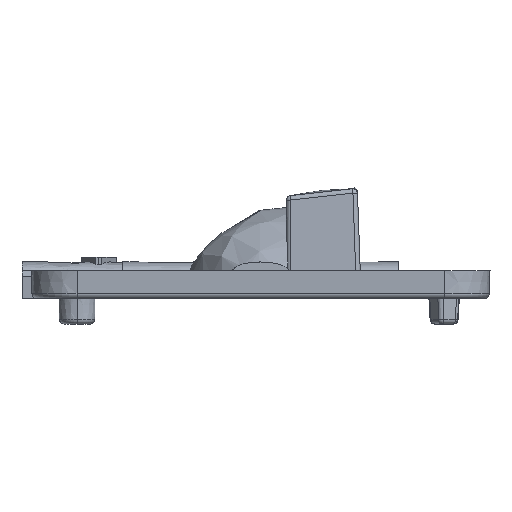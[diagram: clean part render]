
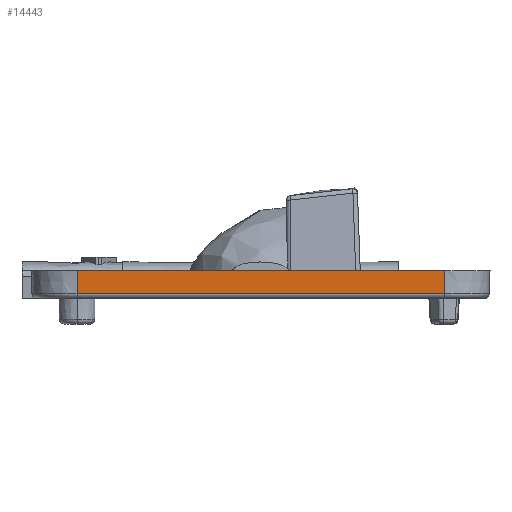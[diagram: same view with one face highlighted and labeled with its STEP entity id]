
A CAD part, left-side view. The second image highlights one B-rep face of the part: STEP entity #14443.
In plain terms, the highlighted planar face has unit normal (-0.999, 0, -0.035).
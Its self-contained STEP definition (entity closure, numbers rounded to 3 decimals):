
#406 = EDGE_LOOP ( 'NONE', ( #15376, #13229, #5354, #11664 ) ) ;
#859 = VECTOR ( 'NONE', #15625, 1000. ) ;
#1458 = CARTESIAN_POINT ( 'NONE',  ( -37.456, 10., 0.241 ) ) ;
#2858 = PLANE ( 'NONE',  #11369 ) ;
#2925 = DIRECTION ( 'NONE',  ( -0.035, 0., 0.999 ) ) ;
#3045 = LINE ( 'NONE', #16233, #18623 ) ;
#4066 = EDGE_CURVE ( 'NONE', #6582, #7966, #12781, .T. ) ;
#5009 = EDGE_CURVE ( 'NONE', #6582, #16780, #3045, .T. ) ;
#5354 = ORIENTED_EDGE ( 'NONE', *, *, #9774, .T. ) ;
#6582 = VERTEX_POINT ( 'NONE', #18464 ) ;
#7674 = CARTESIAN_POINT ( 'NONE',  ( -37.456, -10., 0.241 ) ) ;
#7966 = VERTEX_POINT ( 'NONE', #1458 ) ;
#8056 = DIRECTION ( 'NONE',  ( 0., -1., 0. ) ) ;
#8063 = VERTEX_POINT ( 'NONE', #7674 ) ;
#8324 = CARTESIAN_POINT ( 'NONE',  ( -37.5, 10., 1.5 ) ) ;
#8759 = VECTOR ( 'NONE', #9816, 1000. ) ;
#9774 = EDGE_CURVE ( 'NONE', #8063, #16780, #12396, .T. ) ;
#9816 = DIRECTION ( 'NONE',  ( 0.035, 0., -0.999 ) ) ;
#10425 = CARTESIAN_POINT ( 'NONE',  ( -37.5, 0., 1.5 ) ) ;
#11369 = AXIS2_PLACEMENT_3D ( 'NONE', #10425, #11954, #2925 ) ;
#11664 = ORIENTED_EDGE ( 'NONE', *, *, #5009, .F. ) ;
#11683 = DIRECTION ( 'NONE',  ( 0., -1., 0. ) ) ;
#11954 = DIRECTION ( 'NONE',  ( -0.999, 0., -0.035 ) ) ;
#12396 = LINE ( 'NONE', #14095, #859 ) ;
#12781 = LINE ( 'NONE', #8324, #8759 ) ;
#13229 = ORIENTED_EDGE ( 'NONE', *, *, #19128, .T. ) ;
#14015 = CARTESIAN_POINT ( 'NONE',  ( -37.456, 0., 0.241 ) ) ;
#14095 = CARTESIAN_POINT ( 'NONE',  ( -37.5, -10., 1.5 ) ) ;
#14443 = ADVANCED_FACE ( 'NONE', ( #16563 ), #2858, .T. ) ;
#15002 = VECTOR ( 'NONE', #8056, 1000. ) ;
#15193 = CARTESIAN_POINT ( 'NONE',  ( -37.5, -10., 1.5 ) ) ;
#15376 = ORIENTED_EDGE ( 'NONE', *, *, #4066, .T. ) ;
#15625 = DIRECTION ( 'NONE',  ( -0.035, 0., 0.999 ) ) ;
#16233 = CARTESIAN_POINT ( 'NONE',  ( -37.5, 0., 1.5 ) ) ;
#16563 = FACE_OUTER_BOUND ( 'NONE', #406, .T. ) ;
#16780 = VERTEX_POINT ( 'NONE', #15193 ) ;
#18464 = CARTESIAN_POINT ( 'NONE',  ( -37.5, 10., 1.5 ) ) ;
#18623 = VECTOR ( 'NONE', #11683, 1000. ) ;
#19019 = LINE ( 'NONE', #14015, #15002 ) ;
#19128 = EDGE_CURVE ( 'NONE', #7966, #8063, #19019, .T. ) ;
